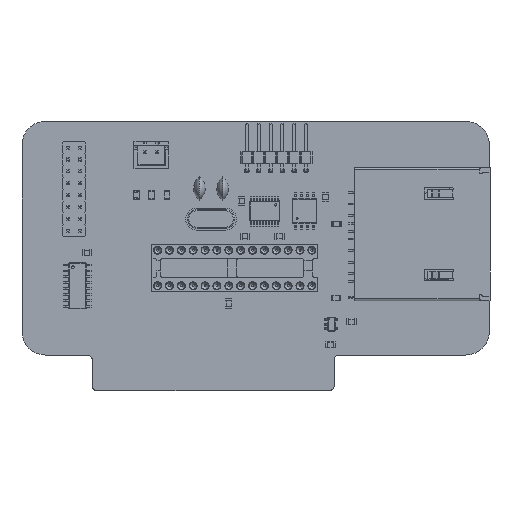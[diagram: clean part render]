
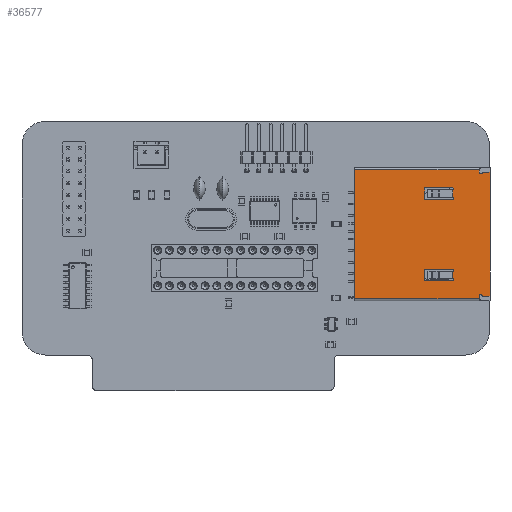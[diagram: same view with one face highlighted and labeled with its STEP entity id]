
A CAD part, top view. The second image highlights one B-rep face of the part: STEP entity #36577.
In plain terms, the highlighted face is planar.
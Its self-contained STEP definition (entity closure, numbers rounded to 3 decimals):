
#36283 = VERTEX_POINT('',#36284);
#36284 = CARTESIAN_POINT('',(13.26,2.8,26.7));
#36290 = EDGE_CURVE('',#36283,#36291,#36293,.T.);
#36291 = VERTEX_POINT('',#36292);
#36292 = CARTESIAN_POINT('',(13.85,2.8,26.7));
#36293 = LINE('',#36294,#36295);
#36294 = CARTESIAN_POINT('',(13.26,2.8,26.7));
#36295 = VECTOR('',#36296,1.);
#36296 = DIRECTION('',(1.,0.,0.));
#36528 = VERTEX_POINT('',#36529);
#36529 = CARTESIAN_POINT('',(-13.26,2.8,29.));
#36535 = EDGE_CURVE('',#36536,#36528,#36538,.T.);
#36536 = VERTEX_POINT('',#36537);
#36537 = CARTESIAN_POINT('',(13.26,2.8,29.));
#36538 = LINE('',#36539,#36540);
#36539 = CARTESIAN_POINT('',(13.26,2.8,29.));
#36540 = VECTOR('',#36541,1.);
#36541 = DIRECTION('',(-1.,0.,0.));
#36557 = EDGE_CURVE('',#36528,#36558,#36560,.T.);
#36558 = VERTEX_POINT('',#36559);
#36559 = CARTESIAN_POINT('',(-13.26,2.8,27.36));
#36560 = LINE('',#36561,#36562);
#36561 = CARTESIAN_POINT('',(-13.26,2.8,29.));
#36562 = VECTOR('',#36563,1.);
#36563 = DIRECTION('',(0.,0.,-1.));
#36577 = ADVANCED_FACE('',(#36578,#36655,#36707),#36759,.T.);
#36578 = FACE_BOUND('',#36579,.F.);
#36579 = EDGE_LOOP('',(#36580,#36581,#36582,#36591,#36600,#36608,#36616,
    #36624,#36630,#36631,#36640,#36649));
#36580 = ORIENTED_EDGE('',*,*,#36535,.T.);
#36581 = ORIENTED_EDGE('',*,*,#36557,.T.);
#36582 = ORIENTED_EDGE('',*,*,#36583,.T.);
#36583 = EDGE_CURVE('',#36558,#36584,#36586,.T.);
#36584 = VERTEX_POINT('',#36585);
#36585 = CARTESIAN_POINT('',(-12.93,2.8,27.03));
#36586 = CIRCLE('',#36587,0.33);
#36587 = AXIS2_PLACEMENT_3D('',#36588,#36589,#36590);
#36588 = CARTESIAN_POINT('',(-13.26,2.8,27.03));
#36589 = DIRECTION('',(0.,1.,0.));
#36590 = DIRECTION('',(0.,0.,1.));
#36591 = ORIENTED_EDGE('',*,*,#36592,.T.);
#36592 = EDGE_CURVE('',#36584,#36593,#36595,.T.);
#36593 = VERTEX_POINT('',#36594);
#36594 = CARTESIAN_POINT('',(-13.26,2.8,26.7));
#36595 = CIRCLE('',#36596,0.33);
#36596 = AXIS2_PLACEMENT_3D('',#36597,#36598,#36599);
#36597 = CARTESIAN_POINT('',(-13.26,2.8,27.03));
#36598 = DIRECTION('',(-0.,1.,0.));
#36599 = DIRECTION('',(1.,0.,0.));
#36600 = ORIENTED_EDGE('',*,*,#36601,.T.);
#36601 = EDGE_CURVE('',#36593,#36602,#36604,.T.);
#36602 = VERTEX_POINT('',#36603);
#36603 = CARTESIAN_POINT('',(-13.85,2.8,26.7));
#36604 = LINE('',#36605,#36606);
#36605 = CARTESIAN_POINT('',(-13.26,2.8,26.7));
#36606 = VECTOR('',#36607,1.);
#36607 = DIRECTION('',(-1.,0.,0.));
#36608 = ORIENTED_EDGE('',*,*,#36609,.F.);
#36609 = EDGE_CURVE('',#36610,#36602,#36612,.T.);
#36610 = VERTEX_POINT('',#36611);
#36611 = CARTESIAN_POINT('',(-13.85,2.8,0.));
#36612 = LINE('',#36613,#36614);
#36613 = CARTESIAN_POINT('',(-13.85,2.8,0.));
#36614 = VECTOR('',#36615,1.);
#36615 = DIRECTION('',(0.,0.,1.));
#36616 = ORIENTED_EDGE('',*,*,#36617,.T.);
#36617 = EDGE_CURVE('',#36610,#36618,#36620,.T.);
#36618 = VERTEX_POINT('',#36619);
#36619 = CARTESIAN_POINT('',(13.85,2.8,0.));
#36620 = LINE('',#36621,#36622);
#36621 = CARTESIAN_POINT('',(-13.85,2.8,0.));
#36622 = VECTOR('',#36623,1.);
#36623 = DIRECTION('',(1.,0.,0.));
#36624 = ORIENTED_EDGE('',*,*,#36625,.F.);
#36625 = EDGE_CURVE('',#36291,#36618,#36626,.T.);
#36626 = LINE('',#36627,#36628);
#36627 = CARTESIAN_POINT('',(13.85,2.8,26.7));
#36628 = VECTOR('',#36629,1.);
#36629 = DIRECTION('',(0.,0.,-1.));
#36630 = ORIENTED_EDGE('',*,*,#36290,.F.);
#36631 = ORIENTED_EDGE('',*,*,#36632,.T.);
#36632 = EDGE_CURVE('',#36283,#36633,#36635,.T.);
#36633 = VERTEX_POINT('',#36634);
#36634 = CARTESIAN_POINT('',(12.93,2.8,27.03));
#36635 = CIRCLE('',#36636,0.33);
#36636 = AXIS2_PLACEMENT_3D('',#36637,#36638,#36639);
#36637 = CARTESIAN_POINT('',(13.26,2.8,27.03));
#36638 = DIRECTION('',(0.,1.,0.));
#36639 = DIRECTION('',(0.,0.,-1.));
#36640 = ORIENTED_EDGE('',*,*,#36641,.T.);
#36641 = EDGE_CURVE('',#36633,#36642,#36644,.T.);
#36642 = VERTEX_POINT('',#36643);
#36643 = CARTESIAN_POINT('',(13.26,2.8,27.36));
#36644 = CIRCLE('',#36645,0.33);
#36645 = AXIS2_PLACEMENT_3D('',#36646,#36647,#36648);
#36646 = CARTESIAN_POINT('',(13.26,2.8,27.03));
#36647 = DIRECTION('',(0.,1.,-0.));
#36648 = DIRECTION('',(-1.,0.,0.));
#36649 = ORIENTED_EDGE('',*,*,#36650,.T.);
#36650 = EDGE_CURVE('',#36642,#36536,#36651,.T.);
#36651 = LINE('',#36652,#36653);
#36652 = CARTESIAN_POINT('',(13.26,2.8,27.36));
#36653 = VECTOR('',#36654,1.);
#36654 = DIRECTION('',(0.,0.,1.));
#36655 = FACE_BOUND('',#36656,.F.);
#36656 = EDGE_LOOP('',(#36657,#36667,#36676,#36684,#36692,#36700));
#36657 = ORIENTED_EDGE('',*,*,#36658,.T.);
#36658 = EDGE_CURVE('',#36659,#36661,#36663,.T.);
#36659 = VERTEX_POINT('',#36660);
#36660 = CARTESIAN_POINT('',(7.9,2.8,21.));
#36661 = VERTEX_POINT('',#36662);
#36662 = CARTESIAN_POINT('',(9.5,2.8,21.));
#36663 = LINE('',#36664,#36665);
#36664 = CARTESIAN_POINT('',(7.9,2.8,21.));
#36665 = VECTOR('',#36666,1.);
#36666 = DIRECTION('',(1.,0.,0.));
#36667 = ORIENTED_EDGE('',*,*,#36668,.T.);
#36668 = EDGE_CURVE('',#36661,#36669,#36671,.T.);
#36669 = VERTEX_POINT('',#36670);
#36670 = CARTESIAN_POINT('',(9.9,2.8,21.));
#36671 = CIRCLE('',#36672,0.2);
#36672 = AXIS2_PLACEMENT_3D('',#36673,#36674,#36675);
#36673 = CARTESIAN_POINT('',(9.7,2.8,21.));
#36674 = DIRECTION('',(0.,1.,-0.));
#36675 = DIRECTION('',(-1.,0.,0.));
#36676 = ORIENTED_EDGE('',*,*,#36677,.F.);
#36677 = EDGE_CURVE('',#36678,#36669,#36680,.T.);
#36678 = VERTEX_POINT('',#36679);
#36679 = CARTESIAN_POINT('',(9.9,2.8,15.));
#36680 = LINE('',#36681,#36682);
#36681 = CARTESIAN_POINT('',(9.9,2.8,15.));
#36682 = VECTOR('',#36683,1.);
#36683 = DIRECTION('',(0.,0.,1.));
#36684 = ORIENTED_EDGE('',*,*,#36685,.T.);
#36685 = EDGE_CURVE('',#36678,#36686,#36688,.T.);
#36686 = VERTEX_POINT('',#36687);
#36687 = CARTESIAN_POINT('',(7.5,2.8,15.));
#36688 = LINE('',#36689,#36690);
#36689 = CARTESIAN_POINT('',(9.9,2.8,15.));
#36690 = VECTOR('',#36691,1.);
#36691 = DIRECTION('',(-1.,0.,0.));
#36692 = ORIENTED_EDGE('',*,*,#36693,.T.);
#36693 = EDGE_CURVE('',#36686,#36694,#36696,.T.);
#36694 = VERTEX_POINT('',#36695);
#36695 = CARTESIAN_POINT('',(7.5,2.8,21.));
#36696 = LINE('',#36697,#36698);
#36697 = CARTESIAN_POINT('',(7.5,2.8,15.));
#36698 = VECTOR('',#36699,1.);
#36699 = DIRECTION('',(0.,0.,1.));
#36700 = ORIENTED_EDGE('',*,*,#36701,.T.);
#36701 = EDGE_CURVE('',#36694,#36659,#36702,.T.);
#36702 = CIRCLE('',#36703,0.2);
#36703 = AXIS2_PLACEMENT_3D('',#36704,#36705,#36706);
#36704 = CARTESIAN_POINT('',(7.7,2.8,21.));
#36705 = DIRECTION('',(0.,1.,-0.));
#36706 = DIRECTION('',(-1.,0.,0.));
#36707 = FACE_BOUND('',#36708,.F.);
#36708 = EDGE_LOOP('',(#36709,#36719,#36728,#36736,#36744,#36752));
#36709 = ORIENTED_EDGE('',*,*,#36710,.T.);
#36710 = EDGE_CURVE('',#36711,#36713,#36715,.T.);
#36711 = VERTEX_POINT('',#36712);
#36712 = CARTESIAN_POINT('',(-9.5,2.8,21.));
#36713 = VERTEX_POINT('',#36714);
#36714 = CARTESIAN_POINT('',(-7.9,2.8,21.));
#36715 = LINE('',#36716,#36717);
#36716 = CARTESIAN_POINT('',(-9.5,2.8,21.));
#36717 = VECTOR('',#36718,1.);
#36718 = DIRECTION('',(1.,0.,0.));
#36719 = ORIENTED_EDGE('',*,*,#36720,.T.);
#36720 = EDGE_CURVE('',#36713,#36721,#36723,.T.);
#36721 = VERTEX_POINT('',#36722);
#36722 = CARTESIAN_POINT('',(-7.5,2.8,21.));
#36723 = CIRCLE('',#36724,0.2);
#36724 = AXIS2_PLACEMENT_3D('',#36725,#36726,#36727);
#36725 = CARTESIAN_POINT('',(-7.7,2.8,21.));
#36726 = DIRECTION('',(0.,1.,-0.));
#36727 = DIRECTION('',(-1.,0.,0.));
#36728 = ORIENTED_EDGE('',*,*,#36729,.T.);
#36729 = EDGE_CURVE('',#36721,#36730,#36732,.T.);
#36730 = VERTEX_POINT('',#36731);
#36731 = CARTESIAN_POINT('',(-7.5,2.8,15.));
#36732 = LINE('',#36733,#36734);
#36733 = CARTESIAN_POINT('',(-7.5,2.8,21.));
#36734 = VECTOR('',#36735,1.);
#36735 = DIRECTION('',(0.,0.,-1.));
#36736 = ORIENTED_EDGE('',*,*,#36737,.T.);
#36737 = EDGE_CURVE('',#36730,#36738,#36740,.T.);
#36738 = VERTEX_POINT('',#36739);
#36739 = CARTESIAN_POINT('',(-9.9,2.8,15.));
#36740 = LINE('',#36741,#36742);
#36741 = CARTESIAN_POINT('',(-7.5,2.8,15.));
#36742 = VECTOR('',#36743,1.);
#36743 = DIRECTION('',(-1.,0.,0.));
#36744 = ORIENTED_EDGE('',*,*,#36745,.T.);
#36745 = EDGE_CURVE('',#36738,#36746,#36748,.T.);
#36746 = VERTEX_POINT('',#36747);
#36747 = CARTESIAN_POINT('',(-9.9,2.8,21.));
#36748 = LINE('',#36749,#36750);
#36749 = CARTESIAN_POINT('',(-9.9,2.8,15.));
#36750 = VECTOR('',#36751,1.);
#36751 = DIRECTION('',(0.,0.,1.));
#36752 = ORIENTED_EDGE('',*,*,#36753,.T.);
#36753 = EDGE_CURVE('',#36746,#36711,#36754,.T.);
#36754 = CIRCLE('',#36755,0.2);
#36755 = AXIS2_PLACEMENT_3D('',#36756,#36757,#36758);
#36756 = CARTESIAN_POINT('',(-9.7,2.8,21.));
#36757 = DIRECTION('',(0.,1.,0.));
#36758 = DIRECTION('',(-1.,0.,0.));
#36759 = PLANE('',#36760);
#36760 = AXIS2_PLACEMENT_3D('',#36761,#36762,#36763);
#36761 = CARTESIAN_POINT('',(0.,2.8,14.5));
#36762 = DIRECTION('',(0.,1.,0.));
#36763 = DIRECTION('',(1.,0.,0.));
